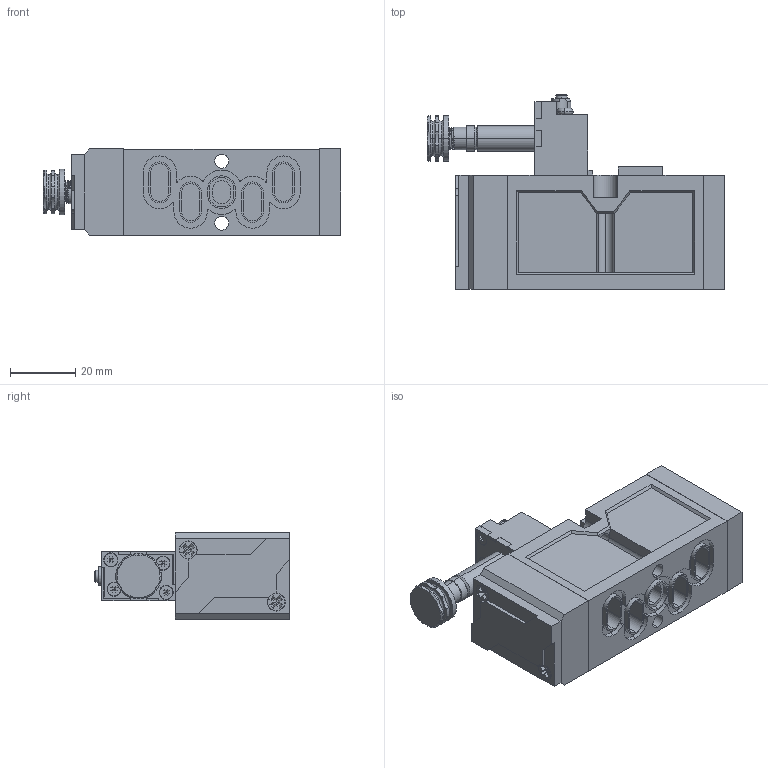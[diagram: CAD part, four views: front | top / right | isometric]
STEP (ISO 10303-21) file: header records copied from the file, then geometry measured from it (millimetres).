
FILE_DESCRIPTION (( 'STEP AP214' ), '1' );
FILE_NAME ('SIV311-IP.STEP', '2019-08-30T02:29:11', ( 'yrd2' ), ( 'Hewlett-Packard Company' ), 'SwSTEP 2.0', 'SolidWorks 2008', '' );
FILE_SCHEMA (( 'AUTOMOTIVE_DESIGN' ));
Length unit declared in the file: millimetre
Products named in the file (8): SIV300 Body; SIV300 Body Cover_ル遽; SIV300 Body Plate_ル遽; SIV300 PILOT_ル遽; SIV300 Semi Cover_ル遽; SIV300 Semi_ル遽; SF1000 濡旎傘お_ル遽; SIV311-IP
Assembly tree (7 placements, depth 2):
  SIV311-IP
    SIV300 Semi_ル遽
    SIV300 PILOT_ル遽
    SIV300 Body
    SIV300 Semi Cover_ル遽
    SF1000 濡旎傘お_ル遽
    SIV300 Body Cover_ル遽
    SIV300 Body Plate_ル遽
Bounding box: 91.15 x 59.7 x 26.5 mm (x, y, z)
Volume: 74101.2 mm3; surface area: 26313.6 mm2
Topology: 11 solids, 11 shells, 668 faces, 1737 edges, 1144 vertices
Faces by surface type: plane 415, cylinder 216, cone 19, torus 16, bspline 2
Entity records: 21715 total; most frequent: CARTESIAN_POINT 4827, ORIENTED_EDGE 3474, DIRECTION 3429, EDGE_CURVE 1737, LINE 1171, VECTOR 1171, VERTEX_POINT 1144, AXIS2_PLACEMENT_3D 1129
